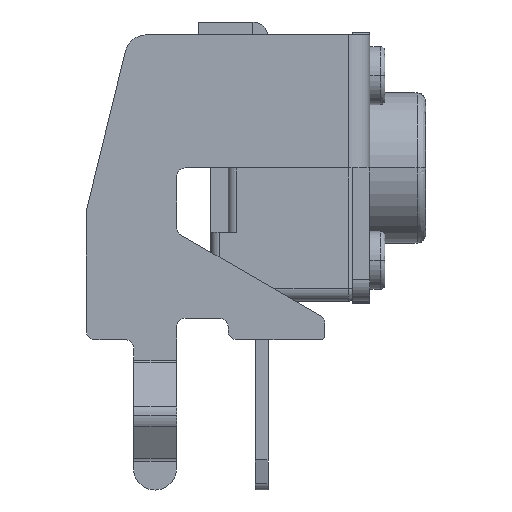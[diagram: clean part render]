
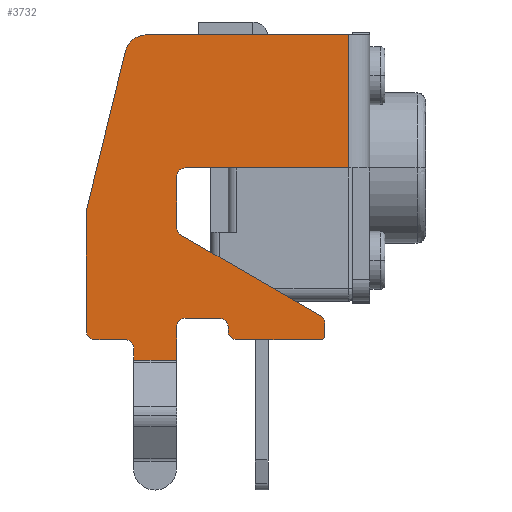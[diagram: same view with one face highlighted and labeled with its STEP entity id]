
A CAD part, left-side view. The second image highlights one B-rep face of the part: STEP entity #3732.
In plain terms, the highlighted planar face has unit normal (-1, 0, 0).
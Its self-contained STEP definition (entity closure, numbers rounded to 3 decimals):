
#2687 = VERTEX_POINT('',#2688);
#2688 = CARTESIAN_POINT('',(-3.75,3.45,-0.479));
#2695 = EDGE_CURVE('',#2696,#2687,#2698,.T.);
#2696 = VERTEX_POINT('',#2697);
#2697 = CARTESIAN_POINT('',(-3.75,2.45,-0.479));
#2698 = LINE('',#2699,#2700);
#2699 = CARTESIAN_POINT('',(-3.75,3.157,-0.479));
#2700 = VECTOR('',#2701,1.);
#2701 = DIRECTION('',(0.,1.,0.));
#3732 = ADVANCED_FACE('',(#3733),#3936,.F.);
#3733 = FACE_BOUND('',#3734,.T.);
#3734 = EDGE_LOOP('',(#3735,#3745,#3754,#3762,#3770,#3779,#3787,#3796,
    #3802,#3803,#3811,#3820,#3828,#3837,#3845,#3854,#3862,#3871,#3879,
    #3888,#3896,#3905,#3913,#3922,#3930));
#3735 = ORIENTED_EDGE('',*,*,#3736,.T.);
#3736 = EDGE_CURVE('',#3737,#3739,#3741,.T.);
#3737 = VERTEX_POINT('',#3738);
#3738 = CARTESIAN_POINT('',(-3.75,-1.55,7.1));
#3739 = VERTEX_POINT('',#3740);
#3740 = CARTESIAN_POINT('',(-3.75,3.157,7.1));
#3741 = LINE('',#3742,#3743);
#3742 = CARTESIAN_POINT('',(-3.75,-1.65,7.1));
#3743 = VECTOR('',#3744,1.);
#3744 = DIRECTION('',(0.,1.,0.));
#3745 = ORIENTED_EDGE('',*,*,#3746,.F.);
#3746 = EDGE_CURVE('',#3747,#3739,#3749,.T.);
#3747 = VERTEX_POINT('',#3748);
#3748 = CARTESIAN_POINT('',(-3.75,3.643,6.718));
#3749 = CIRCLE('',#3750,0.5);
#3750 = AXIS2_PLACEMENT_3D('',#3751,#3752,#3753);
#3751 = CARTESIAN_POINT('',(-3.75,3.157,6.6));
#3752 = DIRECTION('',(1.,0.,0.));
#3753 = DIRECTION('',(0.,1.,0.));
#3754 = ORIENTED_EDGE('',*,*,#3755,.T.);
#3755 = EDGE_CURVE('',#3747,#3756,#3758,.T.);
#3756 = VERTEX_POINT('',#3757);
#3757 = CARTESIAN_POINT('',(-3.75,4.55,3.));
#3758 = LINE('',#3759,#3760);
#3759 = CARTESIAN_POINT('',(-3.75,4.55,3.));
#3760 = VECTOR('',#3761,1.);
#3761 = DIRECTION('',(0.,0.237,-0.972));
#3762 = ORIENTED_EDGE('',*,*,#3763,.T.);
#3763 = EDGE_CURVE('',#3756,#3764,#3766,.T.);
#3764 = VERTEX_POINT('',#3765);
#3765 = CARTESIAN_POINT('',(-3.75,4.55,0.2));
#3766 = LINE('',#3767,#3768);
#3767 = CARTESIAN_POINT('',(-3.75,4.55,0.2));
#3768 = VECTOR('',#3769,1.);
#3769 = DIRECTION('',(0.,0.,-1.));
#3770 = ORIENTED_EDGE('',*,*,#3771,.F.);
#3771 = EDGE_CURVE('',#3772,#3764,#3774,.T.);
#3772 = VERTEX_POINT('',#3773);
#3773 = CARTESIAN_POINT('',(-3.75,4.35,0.));
#3774 = CIRCLE('',#3775,0.2);
#3775 = AXIS2_PLACEMENT_3D('',#3776,#3777,#3778);
#3776 = CARTESIAN_POINT('',(-3.75,4.35,0.2));
#3777 = DIRECTION('',(1.,0.,0.));
#3778 = DIRECTION('',(0.,1.,0.));
#3779 = ORIENTED_EDGE('',*,*,#3780,.T.);
#3780 = EDGE_CURVE('',#3772,#3781,#3783,.T.);
#3781 = VERTEX_POINT('',#3782);
#3782 = CARTESIAN_POINT('',(-3.75,3.65,0.));
#3783 = LINE('',#3784,#3785);
#3784 = CARTESIAN_POINT('',(-3.75,3.65,0.));
#3785 = VECTOR('',#3786,1.);
#3786 = DIRECTION('',(0.,-1.,0.));
#3787 = ORIENTED_EDGE('',*,*,#3788,.T.);
#3788 = EDGE_CURVE('',#3781,#3789,#3791,.T.);
#3789 = VERTEX_POINT('',#3790);
#3790 = CARTESIAN_POINT('',(-3.75,3.45,-0.2));
#3791 = CIRCLE('',#3792,0.2);
#3792 = AXIS2_PLACEMENT_3D('',#3793,#3794,#3795);
#3793 = CARTESIAN_POINT('',(-3.75,3.65,-0.2));
#3794 = DIRECTION('',(1.,0.,0.));
#3795 = DIRECTION('',(0.,1.,0.));
#3796 = ORIENTED_EDGE('',*,*,#3797,.T.);
#3797 = EDGE_CURVE('',#3789,#2687,#3798,.T.);
#3798 = LINE('',#3799,#3800);
#3799 = CARTESIAN_POINT('',(-3.75,3.45,-0.3));
#3800 = VECTOR('',#3801,1.);
#3801 = DIRECTION('',(0.,0.,-1.));
#3802 = ORIENTED_EDGE('',*,*,#2695,.F.);
#3803 = ORIENTED_EDGE('',*,*,#3804,.T.);
#3804 = EDGE_CURVE('',#2696,#3805,#3807,.T.);
#3805 = VERTEX_POINT('',#3806);
#3806 = CARTESIAN_POINT('',(-3.75,2.45,0.3));
#3807 = LINE('',#3808,#3809);
#3808 = CARTESIAN_POINT('',(-3.75,2.45,0.3));
#3809 = VECTOR('',#3810,1.);
#3810 = DIRECTION('',(0.,0.,1.));
#3811 = ORIENTED_EDGE('',*,*,#3812,.T.);
#3812 = EDGE_CURVE('',#3805,#3813,#3815,.T.);
#3813 = VERTEX_POINT('',#3814);
#3814 = CARTESIAN_POINT('',(-3.75,2.25,0.5));
#3815 = CIRCLE('',#3816,0.2);
#3816 = AXIS2_PLACEMENT_3D('',#3817,#3818,#3819);
#3817 = CARTESIAN_POINT('',(-3.75,2.25,0.3));
#3818 = DIRECTION('',(1.,0.,0.));
#3819 = DIRECTION('',(0.,1.,0.));
#3820 = ORIENTED_EDGE('',*,*,#3821,.T.);
#3821 = EDGE_CURVE('',#3813,#3822,#3824,.T.);
#3822 = VERTEX_POINT('',#3823);
#3823 = CARTESIAN_POINT('',(-3.75,1.45,0.5));
#3824 = LINE('',#3825,#3826);
#3825 = CARTESIAN_POINT('',(-3.75,1.45,0.5));
#3826 = VECTOR('',#3827,1.);
#3827 = DIRECTION('',(0.,-1.,0.));
#3828 = ORIENTED_EDGE('',*,*,#3829,.T.);
#3829 = EDGE_CURVE('',#3822,#3830,#3832,.T.);
#3830 = VERTEX_POINT('',#3831);
#3831 = CARTESIAN_POINT('',(-3.75,1.25,0.3));
#3832 = CIRCLE('',#3833,0.2);
#3833 = AXIS2_PLACEMENT_3D('',#3834,#3835,#3836);
#3834 = CARTESIAN_POINT('',(-3.75,1.45,0.3));
#3835 = DIRECTION('',(1.,0.,0.));
#3836 = DIRECTION('',(0.,1.,0.));
#3837 = ORIENTED_EDGE('',*,*,#3838,.T.);
#3838 = EDGE_CURVE('',#3830,#3839,#3841,.T.);
#3839 = VERTEX_POINT('',#3840);
#3840 = CARTESIAN_POINT('',(-3.75,1.25,0.2));
#3841 = LINE('',#3842,#3843);
#3842 = CARTESIAN_POINT('',(-3.75,1.25,0.2));
#3843 = VECTOR('',#3844,1.);
#3844 = DIRECTION('',(0.,0.,-1.));
#3845 = ORIENTED_EDGE('',*,*,#3846,.F.);
#3846 = EDGE_CURVE('',#3847,#3839,#3849,.T.);
#3847 = VERTEX_POINT('',#3848);
#3848 = CARTESIAN_POINT('',(-3.75,1.05,0.));
#3849 = CIRCLE('',#3850,0.2);
#3850 = AXIS2_PLACEMENT_3D('',#3851,#3852,#3853);
#3851 = CARTESIAN_POINT('',(-3.75,1.05,0.2));
#3852 = DIRECTION('',(1.,0.,0.));
#3853 = DIRECTION('',(0.,1.,0.));
#3854 = ORIENTED_EDGE('',*,*,#3855,.T.);
#3855 = EDGE_CURVE('',#3847,#3856,#3858,.T.);
#3856 = VERTEX_POINT('',#3857);
#3857 = CARTESIAN_POINT('',(-3.75,-0.9,0.));
#3858 = LINE('',#3859,#3860);
#3859 = CARTESIAN_POINT('',(-3.75,-0.9,0.));
#3860 = VECTOR('',#3861,1.);
#3861 = DIRECTION('',(0.,-1.,0.));
#3862 = ORIENTED_EDGE('',*,*,#3863,.F.);
#3863 = EDGE_CURVE('',#3864,#3856,#3866,.T.);
#3864 = VERTEX_POINT('',#3865);
#3865 = CARTESIAN_POINT('',(-3.75,-1.,0.1));
#3866 = CIRCLE('',#3867,0.1);
#3867 = AXIS2_PLACEMENT_3D('',#3868,#3869,#3870);
#3868 = CARTESIAN_POINT('',(-3.75,-0.9,0.1));
#3869 = DIRECTION('',(1.,0.,0.));
#3870 = DIRECTION('',(0.,1.,0.));
#3871 = ORIENTED_EDGE('',*,*,#3872,.T.);
#3872 = EDGE_CURVE('',#3864,#3873,#3875,.T.);
#3873 = VERTEX_POINT('',#3874);
#3874 = CARTESIAN_POINT('',(-3.75,-1.,0.385));
#3875 = LINE('',#3876,#3877);
#3876 = CARTESIAN_POINT('',(-3.75,-1.,0.385));
#3877 = VECTOR('',#3878,1.);
#3878 = DIRECTION('',(0.,0.,1.));
#3879 = ORIENTED_EDGE('',*,*,#3880,.F.);
#3880 = EDGE_CURVE('',#3881,#3873,#3883,.T.);
#3881 = VERTEX_POINT('',#3882);
#3882 = CARTESIAN_POINT('',(-3.75,-0.9,0.558));
#3883 = CIRCLE('',#3884,0.2);
#3884 = AXIS2_PLACEMENT_3D('',#3885,#3886,#3887);
#3885 = CARTESIAN_POINT('',(-3.75,-0.8,0.385));
#3886 = DIRECTION('',(1.,0.,0.));
#3887 = DIRECTION('',(0.,1.,0.));
#3888 = ORIENTED_EDGE('',*,*,#3889,.T.);
#3889 = EDGE_CURVE('',#3881,#3890,#3892,.T.);
#3890 = VERTEX_POINT('',#3891);
#3891 = CARTESIAN_POINT('',(-3.75,2.35,2.442));
#3892 = LINE('',#3893,#3894);
#3893 = CARTESIAN_POINT('',(-3.75,2.35,2.442));
#3894 = VECTOR('',#3895,1.);
#3895 = DIRECTION('',(0.,0.865,0.502));
#3896 = ORIENTED_EDGE('',*,*,#3897,.T.);
#3897 = EDGE_CURVE('',#3890,#3898,#3900,.T.);
#3898 = VERTEX_POINT('',#3899);
#3899 = CARTESIAN_POINT('',(-3.75,2.45,2.615));
#3900 = CIRCLE('',#3901,0.2);
#3901 = AXIS2_PLACEMENT_3D('',#3902,#3903,#3904);
#3902 = CARTESIAN_POINT('',(-3.75,2.25,2.615));
#3903 = DIRECTION('',(1.,0.,0.));
#3904 = DIRECTION('',(0.,1.,0.));
#3905 = ORIENTED_EDGE('',*,*,#3906,.T.);
#3906 = EDGE_CURVE('',#3898,#3907,#3909,.T.);
#3907 = VERTEX_POINT('',#3908);
#3908 = CARTESIAN_POINT('',(-3.75,2.45,3.8));
#3909 = LINE('',#3910,#3911);
#3910 = CARTESIAN_POINT('',(-3.75,2.45,3.8));
#3911 = VECTOR('',#3912,1.);
#3912 = DIRECTION('',(0.,0.,1.));
#3913 = ORIENTED_EDGE('',*,*,#3914,.T.);
#3914 = EDGE_CURVE('',#3907,#3915,#3917,.T.);
#3915 = VERTEX_POINT('',#3916);
#3916 = CARTESIAN_POINT('',(-3.75,2.25,4.));
#3917 = CIRCLE('',#3918,0.2);
#3918 = AXIS2_PLACEMENT_3D('',#3919,#3920,#3921);
#3919 = CARTESIAN_POINT('',(-3.75,2.25,3.8));
#3920 = DIRECTION('',(1.,0.,0.));
#3921 = DIRECTION('',(0.,1.,0.));
#3922 = ORIENTED_EDGE('',*,*,#3923,.T.);
#3923 = EDGE_CURVE('',#3915,#3924,#3926,.T.);
#3924 = VERTEX_POINT('',#3925);
#3925 = CARTESIAN_POINT('',(-3.75,-1.55,4.));
#3926 = LINE('',#3927,#3928);
#3927 = CARTESIAN_POINT('',(-3.75,2.25,4.));
#3928 = VECTOR('',#3929,1.);
#3929 = DIRECTION('',(0.,-1.,0.));
#3930 = ORIENTED_EDGE('',*,*,#3931,.F.);
#3931 = EDGE_CURVE('',#3737,#3924,#3932,.T.);
#3932 = LINE('',#3933,#3934);
#3933 = CARTESIAN_POINT('',(-3.75,-1.55,4.));
#3934 = VECTOR('',#3935,1.);
#3935 = DIRECTION('',(0.,0.,-1.));
#3936 = PLANE('',#3937);
#3937 = AXIS2_PLACEMENT_3D('',#3938,#3939,#3940);
#3938 = CARTESIAN_POINT('',(-3.75,3.157,6.6));
#3939 = DIRECTION('',(1.,0.,0.));
#3940 = DIRECTION('',(0.,1.,0.));
